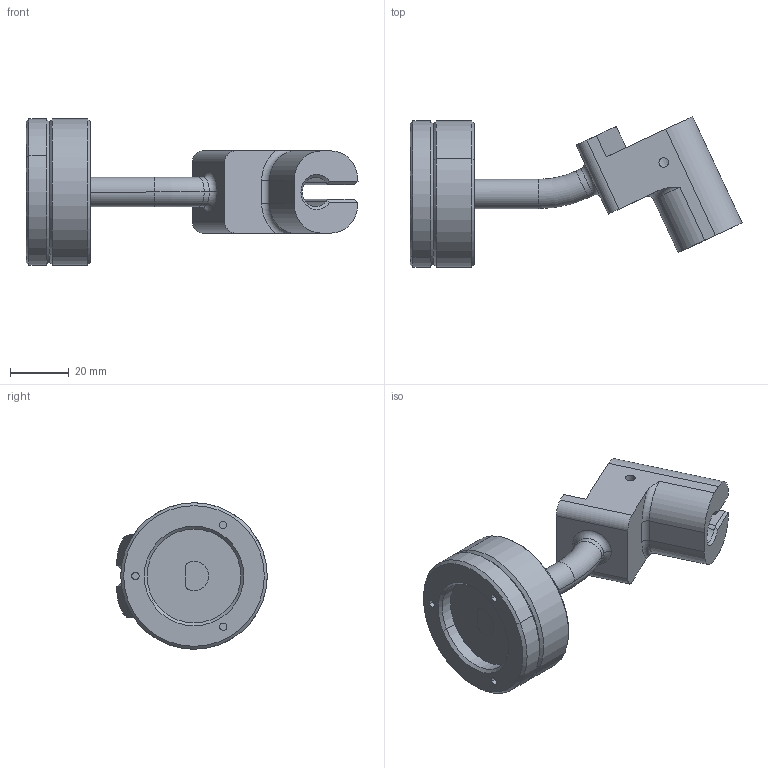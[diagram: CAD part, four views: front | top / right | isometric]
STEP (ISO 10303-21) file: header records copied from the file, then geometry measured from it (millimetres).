
FILE_DESCRIPTION (( 'STEP AP214' ), '1' );
FILE_NAME ('MS001-C.04.002JS.1.1 MS001-C籵耋爾諉璃.STEP', '2021-08-27T12:21:19', ( '' ), ( '' ), 'SwSTEP 2.0', 'SolidWorks 2016', '' );
FILE_SCHEMA (( 'AUTOMOTIVE_DESIGN' ));
Length unit declared in the file: millimetre
Products named in the file (4): MS001-C.04.002JS.1.1 MS001-C籵耋爾諉璃; MS001-C.04.002JS.1.1-蜇芞2 MS001-C蟀諉楊擘2; MS001-C.04.002JS.1.1-蜇芞3 MS001-C籵耋蟀裝; MS001-C.04.002JS.1.1-蜇芞1 MS001-C蟀諉楊擘
Assembly tree (3 placements, depth 2):
  MS001-C.04.002JS.1.1 MS001-C籵耋爾諉璃
    MS001-C.04.002JS.1.1-蜇芞1 MS001-C蟀諉楊擘
    MS001-C.04.002JS.1.1-蜇芞2 MS001-C蟀諉楊擘2
    MS001-C.04.002JS.1.1-蜇芞3 MS001-C籵耋蟀裝
Bounding box: 113.3 x 51.37 x 50 mm (x, y, z)
Volume: 69913.5 mm3; surface area: 23541.8 mm2
Topology: 3 solids, 3 shells, 114 faces, 270 edges, 166 vertices
Faces by surface type: cylinder 48, plane 33, cone 27, torus 6
Entity records: 3695 total; most frequent: CARTESIAN_POINT 666, DIRECTION 615, ORIENTED_EDGE 532, EDGE_CURVE 266, AXIS2_PLACEMENT_3D 245, VERTEX_POINT 166, EDGE_LOOP 134, VECTOR 125
